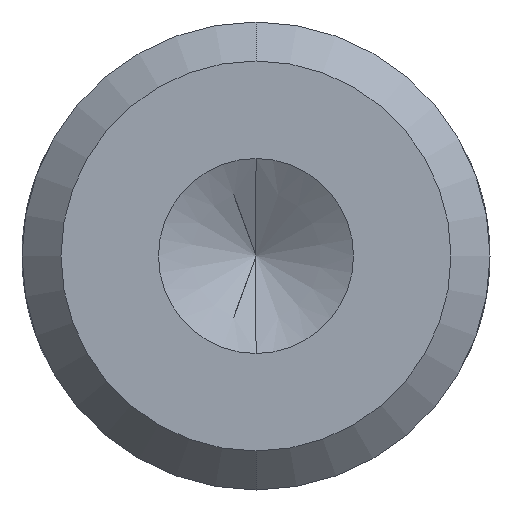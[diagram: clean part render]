
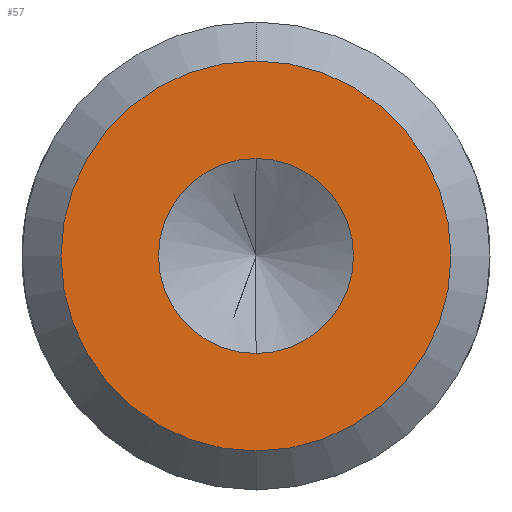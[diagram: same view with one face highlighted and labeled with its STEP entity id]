
A CAD part, front view. The second image highlights one B-rep face of the part: STEP entity #57.
In plain terms, the highlighted planar face has unit normal (0, -1, 0).
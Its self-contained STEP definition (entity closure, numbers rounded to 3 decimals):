
#4 = ORIENTED_EDGE ( 'NONE', *, *, #81, .F. ) ;
#12 = DIRECTION ( 'NONE',  ( 0., -1., 0. ) ) ;
#57 = ADVANCED_FACE ( 'NONE', ( #343, #535 ), #875, .F. ) ;
#81 = EDGE_CURVE ( 'NONE', #638, #1012, #738, .T. ) ;
#128 = DIRECTION ( 'NONE',  ( 0., 0., -1. ) ) ;
#232 = ORIENTED_EDGE ( 'NONE', *, *, #254, .T. ) ;
#239 = DIRECTION ( 'NONE',  ( 0., 0., -1. ) ) ;
#250 = CARTESIAN_POINT ( 'NONE',  ( 0., 0., 0. ) ) ;
#254 = EDGE_CURVE ( 'NONE', #474, #967, #699, .T. ) ;
#262 = EDGE_LOOP ( 'NONE', ( #232, #372 ) ) ;
#276 = CARTESIAN_POINT ( 'NONE',  ( 0., 0., 0. ) ) ;
#281 = DIRECTION ( 'NONE',  ( 0., 0., -1. ) ) ;
#313 = ORIENTED_EDGE ( 'NONE', *, *, #482, .F. ) ;
#343 = FACE_BOUND ( 'NONE', #704, .T. ) ;
#363 = DIRECTION ( 'NONE',  ( 0., -1., 0. ) ) ;
#372 = ORIENTED_EDGE ( 'NONE', *, *, #892, .T. ) ;
#380 = AXIS2_PLACEMENT_3D ( 'NONE', #422, #869, #951 ) ;
#422 = CARTESIAN_POINT ( 'NONE',  ( 0., 0., 0. ) ) ;
#474 = VERTEX_POINT ( 'NONE', #780 ) ;
#482 = EDGE_CURVE ( 'NONE', #1012, #638, #986, .T. ) ;
#484 = AXIS2_PLACEMENT_3D ( 'NONE', #276, #736, #281 ) ;
#490 = AXIS2_PLACEMENT_3D ( 'NONE', #832, #363, #128 ) ;
#535 = FACE_OUTER_BOUND ( 'NONE', #262, .T. ) ;
#638 = VERTEX_POINT ( 'NONE', #790 ) ;
#647 = AXIS2_PLACEMENT_3D ( 'NONE', #1015, #925, #239 ) ;
#699 = CIRCLE ( 'NONE', #647, 5. ) ;
#704 = EDGE_LOOP ( 'NONE', ( #313, #4 ) ) ;
#727 = CARTESIAN_POINT ( 'NONE',  ( 0., 0., -5. ) ) ;
#736 = DIRECTION ( 'NONE',  ( 0., -1., 0. ) ) ;
#738 = CIRCLE ( 'NONE', #490, 2.5 ) ;
#773 = CARTESIAN_POINT ( 'NONE',  ( 0., 0., -2.5 ) ) ;
#780 = CARTESIAN_POINT ( 'NONE',  ( 0., 0., 5. ) ) ;
#786 = DIRECTION ( 'NONE',  ( 0., 0., -1. ) ) ;
#790 = CARTESIAN_POINT ( 'NONE',  ( 0., 0., 2.5 ) ) ;
#832 = CARTESIAN_POINT ( 'NONE',  ( 0., 0., 0. ) ) ;
#869 = DIRECTION ( 'NONE',  ( 0., 1., 0. ) ) ;
#875 = PLANE ( 'NONE',  #380 ) ;
#892 = EDGE_CURVE ( 'NONE', #967, #474, #921, .T. ) ;
#912 = AXIS2_PLACEMENT_3D ( 'NONE', #250, #12, #786 ) ;
#921 = CIRCLE ( 'NONE', #484, 5. ) ;
#925 = DIRECTION ( 'NONE',  ( 0., -1., 0. ) ) ;
#951 = DIRECTION ( 'NONE',  ( 0., 0., 1. ) ) ;
#967 = VERTEX_POINT ( 'NONE', #727 ) ;
#986 = CIRCLE ( 'NONE', #912, 2.5 ) ;
#1012 = VERTEX_POINT ( 'NONE', #773 ) ;
#1015 = CARTESIAN_POINT ( 'NONE',  ( 0., 0., 0. ) ) ;
